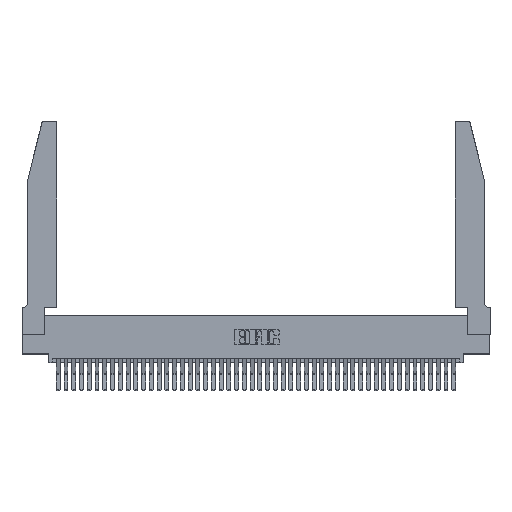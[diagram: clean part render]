
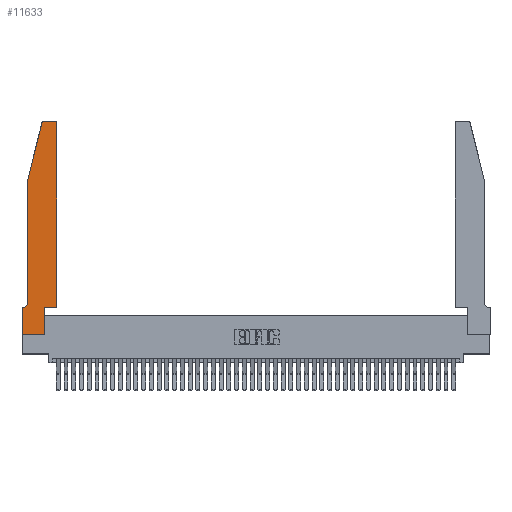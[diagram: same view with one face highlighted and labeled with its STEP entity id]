
A CAD part, top view. The second image highlights one B-rep face of the part: STEP entity #11633.
In plain terms, the highlighted planar face has unit normal (0, 0, 1).
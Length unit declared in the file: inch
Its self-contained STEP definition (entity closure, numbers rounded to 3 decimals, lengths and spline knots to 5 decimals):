
#39 = ORIENTED_EDGE ( 'NONE', *, *, #40588, .T. ) ;
#44 = DIRECTION ( 'NONE',  ( -1., 0., 0. ) ) ;
#672 = CARTESIAN_POINT ( 'NONE',  ( 0.2865, 0., 0.37 ) ) ;
#1419 = ORIENTED_EDGE ( 'NONE', *, *, #5613, .T. ) ;
#1854 = LINE ( 'NONE', #23741, #37350 ) ;
#2074 = VECTOR ( 'NONE', #26618, 39.37008 ) ;
#2161 = DIRECTION ( 'NONE',  ( 0., 0., 1. ) ) ;
#3051 = VERTEX_POINT ( 'NONE', #672 ) ;
#3063 = ORIENTED_EDGE ( 'NONE', *, *, #15094, .T. ) ;
#3178 = CARTESIAN_POINT ( 'NONE',  ( 0.0755, 2., 0.37 ) ) ;
#3296 = DIRECTION ( 'NONE',  ( 1., 0., 0. ) ) ;
#3307 = EDGE_CURVE ( 'NONE', #28831, #21080, #27432, .T. ) ;
#3650 = CARTESIAN_POINT ( 'NONE',  ( 0.2865, 0.35, 0.37 ) ) ;
#3693 = CARTESIAN_POINT ( 'NONE',  ( 0.25487, 2.72718, 0.37 ) ) ;
#4600 = CARTESIAN_POINT ( 'NONE',  ( 0.0055, 0.42, 0.37 ) ) ;
#5528 = CARTESIAN_POINT ( 'NONE',  ( 0.0755, 0.42, 0.37 ) ) ;
#5613 = EDGE_CURVE ( 'NONE', #21080, #40728, #33108, .T. ) ;
#5767 = ORIENTED_EDGE ( 'NONE', *, *, #25484, .T. ) ;
#5910 = ORIENTED_EDGE ( 'NONE', *, *, #41111, .T. ) ;
#7639 = DIRECTION ( 'NONE',  ( 0., -1., 0. ) ) ;
#8055 = DIRECTION ( 'NONE',  ( -1., 0., 0. ) ) ;
#8550 = DIRECTION ( 'NONE',  ( 1., 0., 0. ) ) ;
#8986 = VERTEX_POINT ( 'NONE', #3693 ) ;
#10043 = EDGE_CURVE ( 'NONE', #35408, #28831, #21418, .T. ) ;
#11633 = ADVANCED_FACE ( 'NONE', ( #18600 ), #22758, .T. ) ;
#12347 = ORIENTED_EDGE ( 'NONE', *, *, #10043, .T. ) ;
#13067 = CARTESIAN_POINT ( 'NONE',  ( 0.4505, 2.72, 0.37 ) ) ;
#13540 = DIRECTION ( 'NONE',  ( -0.239, -0.971, 0. ) ) ;
#13621 = ORIENTED_EDGE ( 'NONE', *, *, #33997, .T. ) ;
#13936 = VECTOR ( 'NONE', #18206, 39.37008 ) ;
#13976 = EDGE_CURVE ( 'NONE', #29267, #38375, #36207, .T. ) ;
#14168 = CIRCLE ( 'NONE', #24527, 0.03 ) ;
#14686 = LINE ( 'NONE', #41993, #40983 ) ;
#14743 = CARTESIAN_POINT ( 'NONE',  ( 0., 0., 0.37 ) ) ;
#15007 = CARTESIAN_POINT ( 'NONE',  ( 0.284, 2.75, 0.37 ) ) ;
#15017 = LINE ( 'NONE', #14743, #13936 ) ;
#15094 = EDGE_CURVE ( 'NONE', #8986, #33757, #36635, .T. ) ;
#15331 = CARTESIAN_POINT ( 'NONE',  ( 0., 0., 0.37 ) ) ;
#15480 = LINE ( 'NONE', #15331, #41754 ) ;
#15861 = CARTESIAN_POINT ( 'NONE',  ( 0., 0.35, 0.37 ) ) ;
#15877 = VECTOR ( 'NONE', #44, 39.37008 ) ;
#16238 = LINE ( 'NONE', #21175, #26435 ) ;
#16599 = DIRECTION ( 'NONE',  ( 0., 0., 1. ) ) ;
#17643 = ORIENTED_EDGE ( 'NONE', *, *, #25687, .T. ) ;
#17753 = CARTESIAN_POINT ( 'NONE',  ( 0., 0.35, 0.37 ) ) ;
#18206 = DIRECTION ( 'NONE',  ( 0., -1., 0. ) ) ;
#18343 = VECTOR ( 'NONE', #13540, 39.37008 ) ;
#18600 = FACE_OUTER_BOUND ( 'NONE', #35566, .T. ) ;
#18805 = ORIENTED_EDGE ( 'NONE', *, *, #42026, .T. ) ;
#19479 = ORIENTED_EDGE ( 'NONE', *, *, #3307, .T. ) ;
#20645 = CARTESIAN_POINT ( 'NONE',  ( 0.2605, 2.75, 0.37 ) ) ;
#20887 = VERTEX_POINT ( 'NONE', #3650 ) ;
#21058 = VERTEX_POINT ( 'NONE', #35505 ) ;
#21062 = AXIS2_PLACEMENT_3D ( 'NONE', #15861, #2161, #26203 ) ;
#21080 = VERTEX_POINT ( 'NONE', #21817 ) ;
#21175 = CARTESIAN_POINT ( 'NONE',  ( 0.4505, 0.35, 0.37 ) ) ;
#21418 = LINE ( 'NONE', #30111, #2074 ) ;
#21817 = CARTESIAN_POINT ( 'NONE',  ( 0.4205, 2.75, 0.37 ) ) ;
#22758 = PLANE ( 'NONE',  #21062 ) ;
#23741 = CARTESIAN_POINT ( 'NONE',  ( 0.0755, 0.35, 0.37 ) ) ;
#23888 = DIRECTION ( 'NONE',  ( 0., 0., 1. ) ) ;
#24527 = AXIS2_PLACEMENT_3D ( 'NONE', #44411, #23888, #3296 ) ;
#24626 = DIRECTION ( 'NONE',  ( 1., 0., 0. ) ) ;
#25484 = EDGE_CURVE ( 'NONE', #40728, #8986, #14168, .T. ) ;
#25687 = EDGE_CURVE ( 'NONE', #33757, #29267, #14686, .T. ) ;
#26203 = DIRECTION ( 'NONE',  ( 1., 0., 0. ) ) ;
#26435 = VECTOR ( 'NONE', #24626, 39.37008 ) ;
#26618 = DIRECTION ( 'NONE',  ( 0., 1., 0. ) ) ;
#27432 = CIRCLE ( 'NONE', #31531, 0.03 ) ;
#28137 = CARTESIAN_POINT ( 'NONE',  ( 0.0755, 2., 0.37 ) ) ;
#28667 = DIRECTION ( 'NONE',  ( 0., 0., -1. ) ) ;
#28831 = VERTEX_POINT ( 'NONE', #13067 ) ;
#29267 = VERTEX_POINT ( 'NONE', #5528 ) ;
#30111 = CARTESIAN_POINT ( 'NONE',  ( 0.4505, 0.35, 0.37 ) ) ;
#30685 = DIRECTION ( 'NONE',  ( -1., 0., 0. ) ) ;
#30784 = EDGE_CURVE ( 'NONE', #38375, #33746, #1854, .T. ) ;
#30929 = CARTESIAN_POINT ( 'NONE',  ( 0.2865, 0.35, 0.37 ) ) ;
#31531 = AXIS2_PLACEMENT_3D ( 'NONE', #37185, #16599, #40580 ) ;
#32337 = LINE ( 'NONE', #30929, #40308 ) ;
#33108 = LINE ( 'NONE', #20645, #15877 ) ;
#33746 = VERTEX_POINT ( 'NONE', #17753 ) ;
#33757 = VERTEX_POINT ( 'NONE', #28137 ) ;
#33997 = EDGE_CURVE ( 'NONE', #21058, #3051, #15480, .T. ) ;
#34380 = DIRECTION ( 'NONE',  ( 0., 1., 0. ) ) ;
#35408 = VERTEX_POINT ( 'NONE', #44143 ) ;
#35505 = CARTESIAN_POINT ( 'NONE',  ( 0., 0., 0.37 ) ) ;
#35566 = EDGE_LOOP ( 'NONE', ( #1419, #5767, #3063, #17643, #37569, #41295, #18805, #13621, #5910, #39, #12347, #19479 ) ) ;
#36207 = CIRCLE ( 'NONE', #36667, 0.07 ) ;
#36635 = LINE ( 'NONE', #3178, #18343 ) ;
#36667 = AXIS2_PLACEMENT_3D ( 'NONE', #4600, #28667, #8055 ) ;
#37185 = CARTESIAN_POINT ( 'NONE',  ( 0.4205, 2.72, 0.37 ) ) ;
#37350 = VECTOR ( 'NONE', #30685, 39.37008 ) ;
#37569 = ORIENTED_EDGE ( 'NONE', *, *, #13976, .T. ) ;
#38375 = VERTEX_POINT ( 'NONE', #41828 ) ;
#40308 = VECTOR ( 'NONE', #34380, 39.37008 ) ;
#40580 = DIRECTION ( 'NONE',  ( 1., 0., 0. ) ) ;
#40588 = EDGE_CURVE ( 'NONE', #20887, #35408, #16238, .T. ) ;
#40728 = VERTEX_POINT ( 'NONE', #15007 ) ;
#40983 = VECTOR ( 'NONE', #7639, 39.37008 ) ;
#41111 = EDGE_CURVE ( 'NONE', #3051, #20887, #32337, .T. ) ;
#41295 = ORIENTED_EDGE ( 'NONE', *, *, #30784, .T. ) ;
#41754 = VECTOR ( 'NONE', #8550, 39.37008 ) ;
#41828 = CARTESIAN_POINT ( 'NONE',  ( 0.0055, 0.35, 0.37 ) ) ;
#41993 = CARTESIAN_POINT ( 'NONE',  ( 0.0755, 2., 0.37 ) ) ;
#42026 = EDGE_CURVE ( 'NONE', #33746, #21058, #15017, .T. ) ;
#44143 = CARTESIAN_POINT ( 'NONE',  ( 0.4505, 0.35, 0.37 ) ) ;
#44411 = CARTESIAN_POINT ( 'NONE',  ( 0.284, 2.72, 0.37 ) ) ;
